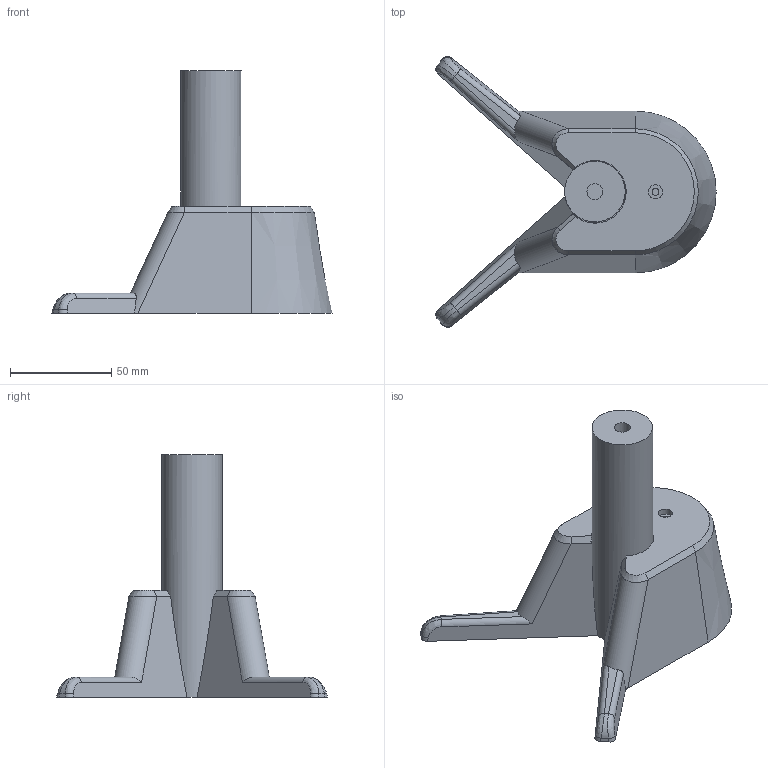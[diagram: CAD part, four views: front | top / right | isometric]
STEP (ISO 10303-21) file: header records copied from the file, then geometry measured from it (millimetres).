
FILE_DESCRIPTION(/* description */ (''),/* implementation_level */ '2;1');
FILE_NAME(/* name */ 'Stand_3D_printed v10.step',/* time_stamp */ '2022-07-06T12:18:02+02:00',/* author */ (''),/* organization */ (''),/* preprocessor_version */ 'ST-DEVELOPER v19',/* originating_system */ 'Autodesk Translation Framework v11.7.0.108',/* authorisation */ '');
FILE_SCHEMA (('AUTOMOTIVE_DESIGN { 1 0 10303 214 3 1 1 }'));
Length unit declared in the file: millimetre
Products named in the file (3): Stand_3D_printed; MagicArmStand; Lid
Assembly tree (2 placements, depth 2):
  Stand_3D_printed
    MagicArmStand
    Lid
Bounding box: 138.67 x 133.95 x 120 mm (x, y, z)
Volume: 187543.9 mm3; surface area: 62899.2 mm2
Topology: 2 solids, 2 shells, 76 faces, 199 edges, 130 vertices
Faces by surface type: plane 42, cylinder 23, bspline 8, cone 3
Full cylindrical faces by diameter (mm): 3.4 x1, 3.9 x1, 7 x1, 7.9 x1, 30 x1
Entity records: 2760 total; most frequent: CARTESIAN_POINT 772, DIRECTION 413, ORIENTED_EDGE 398, EDGE_CURVE 199, AXIS2_PLACEMENT_3D 153, VERTEX_POINT 130, LINE 107, VECTOR 107
